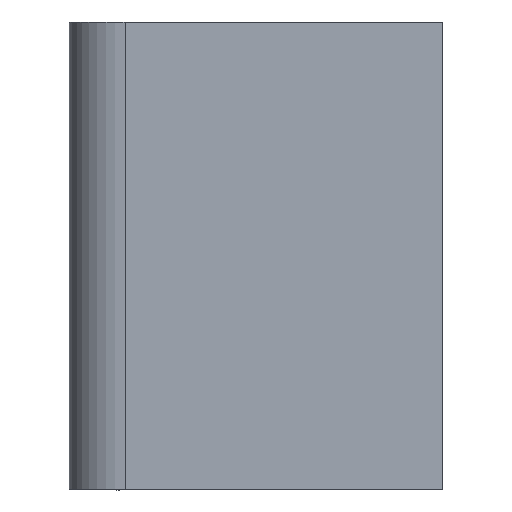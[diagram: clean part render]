
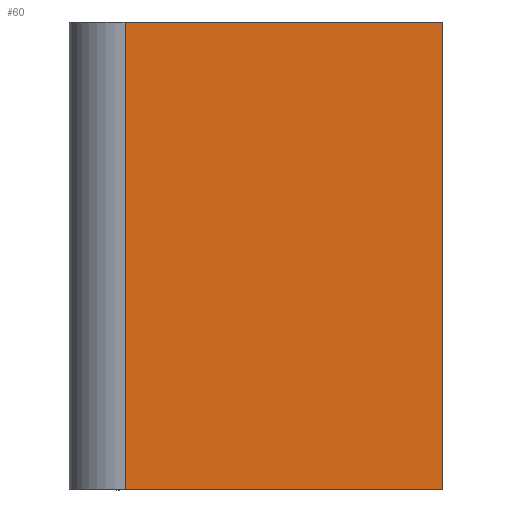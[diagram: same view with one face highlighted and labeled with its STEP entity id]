
A CAD part, top view. The second image highlights one B-rep face of the part: STEP entity #60.
In plain terms, the highlighted face is planar.
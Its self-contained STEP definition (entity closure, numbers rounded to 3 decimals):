
#16 = CARTESIAN_POINT ( 'NONE',  ( -125., 0., 200. ) ) ;
#17 = LINE ( 'NONE', #110, #592 ) ;
#18 = FACE_OUTER_BOUND ( 'NONE', #697, .T. ) ;
#20 = CARTESIAN_POINT ( 'NONE',  ( 125., 0., 30. ) ) ;
#38 = VECTOR ( 'NONE', #1165, 1000. ) ;
#44 = DIRECTION ( 'NONE',  ( 0., 0., 1. ) ) ;
#50 = ORIENTED_EDGE ( 'NONE', *, *, #445, .F. ) ;
#58 = CARTESIAN_POINT ( 'NONE',  ( -125., 0., 30. ) ) ;
#60 = ADVANCED_FACE ( 'NONE', ( #18 ), #1055, .T. ) ;
#110 = CARTESIAN_POINT ( 'NONE',  ( 125., 0., 200. ) ) ;
#117 = DIRECTION ( 'NONE',  ( -1., 0., 0. ) ) ;
#143 = CARTESIAN_POINT ( 'NONE',  ( 125., 0., 200. ) ) ;
#148 = EDGE_CURVE ( 'NONE', #726, #815, #1028, .T. ) ;
#175 = ORIENTED_EDGE ( 'NONE', *, *, #1269, .F. ) ;
#238 = CARTESIAN_POINT ( 'NONE',  ( 125., 0., 30. ) ) ;
#277 = VECTOR ( 'NONE', #600, 1000. ) ;
#306 = VECTOR ( 'NONE', #44, 1000. ) ;
#445 = EDGE_CURVE ( 'NONE', #726, #773, #658, .T. ) ;
#476 = LINE ( 'NONE', #1174, #38 ) ;
#540 = DIRECTION ( 'NONE',  ( 0., 0., -1. ) ) ;
#567 = ORIENTED_EDGE ( 'NONE', *, *, #1343, .T. ) ;
#582 = AXIS2_PLACEMENT_3D ( 'NONE', #1176, #648, #540 ) ;
#592 = VECTOR ( 'NONE', #117, 1000. ) ;
#600 = DIRECTION ( 'NONE',  ( -1., 0., 0. ) ) ;
#645 = ORIENTED_EDGE ( 'NONE', *, *, #148, .T. ) ;
#648 = DIRECTION ( 'NONE',  ( 0., -1., 0. ) ) ;
#658 = LINE ( 'NONE', #756, #277 ) ;
#697 = EDGE_LOOP ( 'NONE', ( #175, #50, #645, #567 ) ) ;
#726 = VERTEX_POINT ( 'NONE', #20 ) ;
#738 = VERTEX_POINT ( 'NONE', #16 ) ;
#756 = CARTESIAN_POINT ( 'NONE',  ( 125., 0., 30. ) ) ;
#773 = VERTEX_POINT ( 'NONE', #58 ) ;
#815 = VERTEX_POINT ( 'NONE', #143 ) ;
#1028 = LINE ( 'NONE', #238, #306 ) ;
#1055 = PLANE ( 'NONE',  #582 ) ;
#1165 = DIRECTION ( 'NONE',  ( 0., 0., 1. ) ) ;
#1174 = CARTESIAN_POINT ( 'NONE',  ( -125., 0., 30. ) ) ;
#1176 = CARTESIAN_POINT ( 'NONE',  ( 125., 0., 30. ) ) ;
#1269 = EDGE_CURVE ( 'NONE', #773, #738, #476, .T. ) ;
#1343 = EDGE_CURVE ( 'NONE', #815, #738, #17, .T. ) ;
